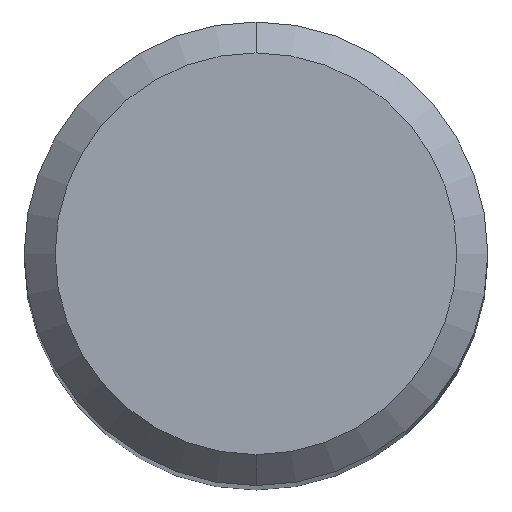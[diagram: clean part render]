
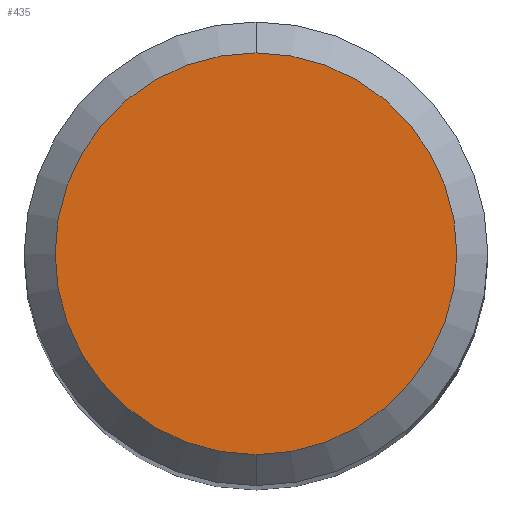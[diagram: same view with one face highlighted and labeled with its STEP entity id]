
A CAD part, top view. The second image highlights one B-rep face of the part: STEP entity #435.
In plain terms, the highlighted planar face has unit normal (0, 0, 1).
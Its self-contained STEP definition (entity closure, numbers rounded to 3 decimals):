
#407=EDGE_CURVE('',#437,#999,#1138,.T.);
#435=ADVANCED_FACE('',(#1170),#1171,.T.);
#437=VERTEX_POINT('',#1173);
#661=EDGE_CURVE('',#999,#437,#1422,.T.);
#999=VERTEX_POINT('',#1791);
#1138=CIRCLE('',#1944,2.6);
#1170=FACE_OUTER_BOUND('',#2082,.T.);
#1171=PLANE('',#2083);
#1173=CARTESIAN_POINT('',(0.0,2.6,0.0));
#1422=CIRCLE('',#3271,2.6);
#1791=CARTESIAN_POINT('',(0.,-2.6,0.0));
#1944=AXIS2_PLACEMENT_3D('',#5021,#5022,#5023);
#2082=EDGE_LOOP('',(#5057,#5058));
#2083=AXIS2_PLACEMENT_3D('',#5059,#5060,#5061);
#3271=AXIS2_PLACEMENT_3D('',#5338,#5339,#5340);
#5021=CARTESIAN_POINT('',(0.0,0.0,0.0));
#5022=DIRECTION('',(0.0,0.0,-1.0));
#5023=DIRECTION('',(0.0,1.0,0.0));
#5057=ORIENTED_EDGE('',*,*,#407,.F.);
#5058=ORIENTED_EDGE('',*,*,#661,.F.);
#5059=CARTESIAN_POINT('',(0.0,1.3,0.0));
#5060=DIRECTION('',(-0.0,0.0,1.0));
#5061=DIRECTION('',(0.0,-1.0,0.0));
#5338=CARTESIAN_POINT('',(0.0,0.0,0.0));
#5339=DIRECTION('',(0.0,0.0,-1.0));
#5340=DIRECTION('',(0.0,1.0,0.0));
